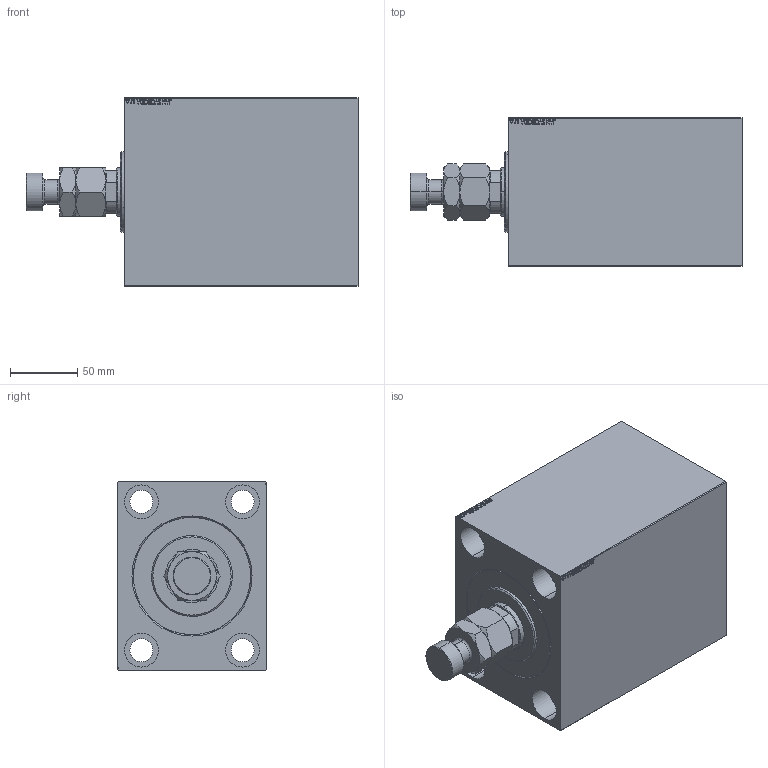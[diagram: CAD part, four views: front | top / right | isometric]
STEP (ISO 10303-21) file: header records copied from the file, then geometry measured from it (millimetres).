
FILE_DESCRIPTION (( 'STEP AP203' ), '1' );
FILE_NAME ('7ca1.STEP', '2021-11-01T19:30:34', ( '' ), ( '' ), 'SwSTEP 2.0', 'SolidWorks 2019', '' );
FILE_SCHEMA (( 'CONFIG_CONTROL_DESIGN' ));
Length unit declared in the file: millimetre
Products named in the file (5): V450CM_VC_B 5f3bd24d22d4da0cd6a06dfcb4eded28; 7ca1; MFA 5f3bd24d22d4da0cd6a06dfcb4eded28; V450CM_C_VCP 5f3bd24d22d4da0cd6a06dfcb4eded28; V450CM_C 5f3bd24d22d4da0cd6a06dfcb4eded28
Assembly tree (4 placements, depth 2):
  7ca1
    V450CM_C 5f3bd24d22d4da0cd6a06dfcb4eded28
    V450CM_C_VCP 5f3bd24d22d4da0cd6a06dfcb4eded28
    V450CM_VC_B 5f3bd24d22d4da0cd6a06dfcb4eded28
    MFA 5f3bd24d22d4da0cd6a06dfcb4eded28
Bounding box: 246 x 110 x 140 mm (x, y, z)
Volume: 2189759.2 mm3; surface area: 265934.3 mm2
Topology: 4 solids, 4 shells, 917 faces, 2325 edges, 1529 vertices
Faces by surface type: plane 425, bspline 380, cylinder 66, cone 42, torus 4
Entity records: 45852 total; most frequent: CARTESIAN_POINT 25782, ORIENTED_EDGE 4646, DIRECTION 2763, EDGE_CURVE 2323, VERTEX_POINT 1529, VECTOR 1327, LINE 1327, EDGE_LOOP 1046
